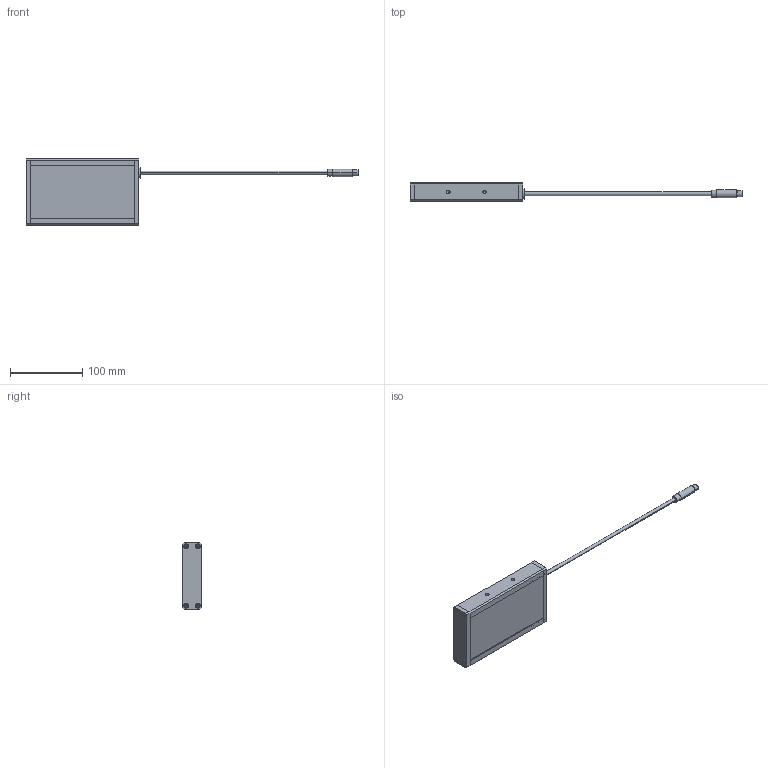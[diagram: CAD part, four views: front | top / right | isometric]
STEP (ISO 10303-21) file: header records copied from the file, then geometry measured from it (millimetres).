
FILE_DESCRIPTION (( 'STEP AP214' ), '1' );
FILE_NAME ('(LTBP_LT2BC)-144072-X.STEP', '2020-06-05T12:11:54', ( '' ), ( '' ), 'SwSTEP 2.0', 'SolidWorks 2020', '' );
FILE_SCHEMA (( 'AUTOMOTIVE_DESIGN' ));
Length unit declared in the file: millimetre
Products named in the file (13): CM-014-0001_Primaria; (LTBP_LT2BC)-144072-X; CL-005-0021_Lunghezza 300mm (1m); CM-003-0008_3x2; CM-014-0006_HV1216; CO-001-0081_3x2; CM-004-0003_Modulo 3; MN-000-0008 (Vite TS torx ISO 14581)_M2 - L4; MN-000-0003 (Vite TC torx ISO 14580)_M3 - L8; CM-004-0009_Modulo 2; CO-000-0004_3x2; MN-003-0000 (Spina UNI 22338)_dia. 2.5 L6; CM-004-0015_Modulo 2
Assembly tree (26 placements, depth 2):
  (LTBP_LT2BC)-144072-X
    CM-004-0003_Modulo 3  x2
    CM-004-0009_Modulo 2
    CM-004-0015_Modulo 2
    CM-003-0008_3x2
    CO-000-0004_3x2
    CO-001-0081_3x2
    CM-014-0006_HV1216
    CM-014-0001_Primaria
    CL-005-0021_Lunghezza 300mm (1m)
    MN-000-0003 (Vite TC torx ISO 14580)_M3 - L8  x8
    MN-000-0008 (Vite TS torx ISO 14581)_M2 - L4  x4
    MN-003-0000 (Spina UNI 22338)_dia. 2.5 L6  x4
Bounding box: 458.5 x 26 x 92 mm (x, y, z)
Volume: 189802.6 mm3; surface area: 120893.3 mm2
Topology: 26 solids, 26 shells, 643 faces, 1552 edges, 984 vertices
Faces by surface type: cylinder 386, plane 179, cone 74, torus 4
Entity records: 10786 total; most frequent: DIRECTION 1894, CARTESIAN_POINT 1667, ORIENTED_EDGE 1576, EDGE_CURVE 788, AXIS2_PLACEMENT_3D 739, VERTEX_POINT 512, VECTOR 416, LINE 416
